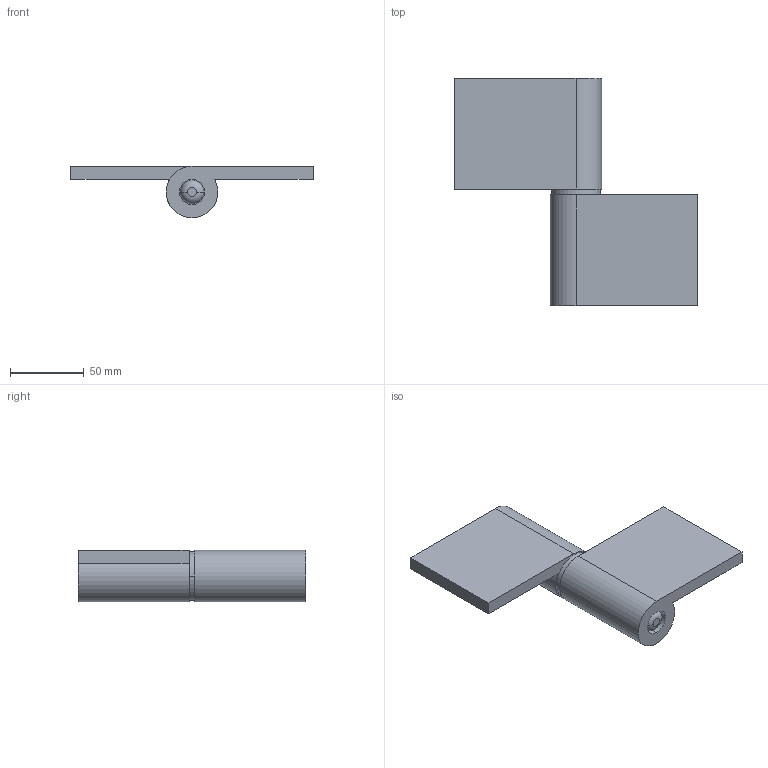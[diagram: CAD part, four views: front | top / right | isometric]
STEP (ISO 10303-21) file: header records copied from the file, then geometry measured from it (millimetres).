
FILE_DESCRIPTION (( 'STEP AP203' ), '1' );
FILE_NAME ('B-1026-1.STEP', '2008-12-08T04:22:55', ( ' ' ), ( ' ' ), 'SwSTEP 2.0', 'SolidWorks 2007', '' );
FILE_SCHEMA (( 'CONFIG_CONTROL_DESIGN' ));
Length unit declared in the file: millimetre
Products named in the file (3): B-1026-1僔儍僼僩_棉太倌; B-1026-1僸儞僕__棉太倌; B-1026-1
Assembly tree (3 placements, depth 2):
  B-1026-1
    B-1026-1僔儍僼僩_棉太倌
    B-1026-1僸儞僕__棉太倌  x2
Bounding box: 164 x 154 x 35 mm (x, y, z)
Volume: 239408.3 mm3; surface area: 60296.1 mm2
Topology: 3 solids, 3 shells, 32 faces, 68 edges, 44 vertices
Faces by surface type: cylinder 14, plane 14, torus 4
Entity records: 958 total; most frequent: DIRECTION 133, CARTESIAN_POINT 106, ORIENTED_EDGE 94, AXIS2_PLACEMENT_3D 57, EDGE_CURVE 47, VERTEX_POINT 30, CIRCLE 28, PERSON_AND_ORGANIZATION 27
